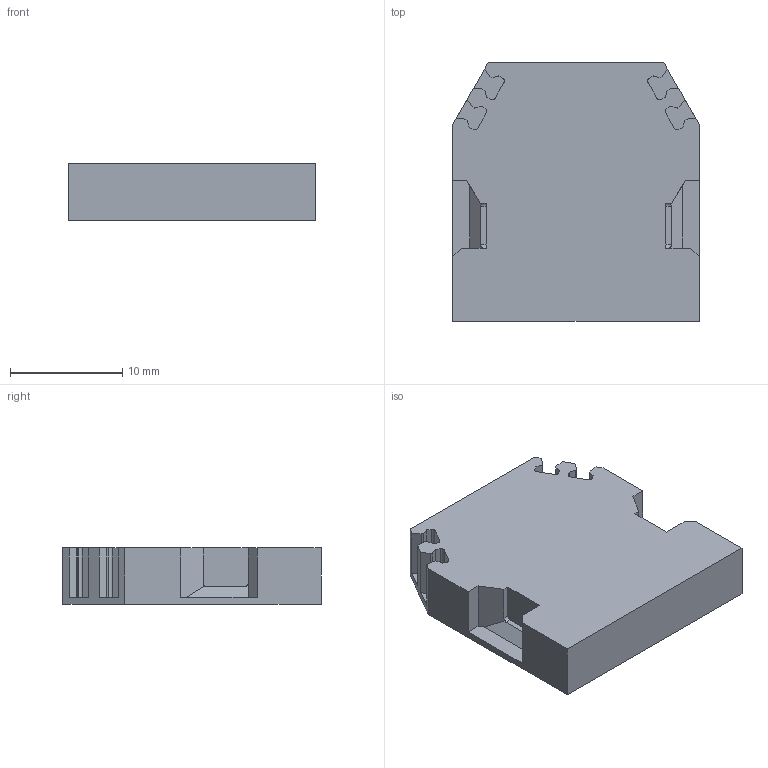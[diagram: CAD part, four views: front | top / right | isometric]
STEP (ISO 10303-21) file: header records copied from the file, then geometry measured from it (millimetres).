
FILE_DESCRIPTION(/* description */ (''),/* implementation_level */ '2;1');
FILE_NAME(/* name */ '1320_BKA25_1_iso.stp',/* time_stamp */ '2011-07-22T11:05:04+02:00',/* author */ (''),/* organization */ (''),/* preprocessor_version */ 'ST-DEVELOPER v11',/* originating_system */ 'SIEMENS UGS NX 6.0',/* authorisation */ '');
FILE_SCHEMA (('CONFIG_CONTROL_DESIGN'));
Length unit declared in the file: millimetre
Products named in the file (1): 1320_BKA25_1_iso
Bounding box: 22 x 23 x 5 mm (x, y, z)
Volume: 2193.5 mm3; surface area: 1575.7 mm2
Topology: 1 solids, 1 shells, 82 faces, 236 edges, 158 vertices
Faces by surface type: plane 68, cylinder 14
Full cylindrical faces by diameter (mm): 3.5 x2
Entity records: 2724 total; most frequent: CARTESIAN_POINT 471, ORIENTED_EDGE 464, DIRECTION 428, EDGE_CURVE 232, LINE 202, VECTOR 202, VERTEX_POINT 156, AXIS2_PLACEMENT_3D 113
